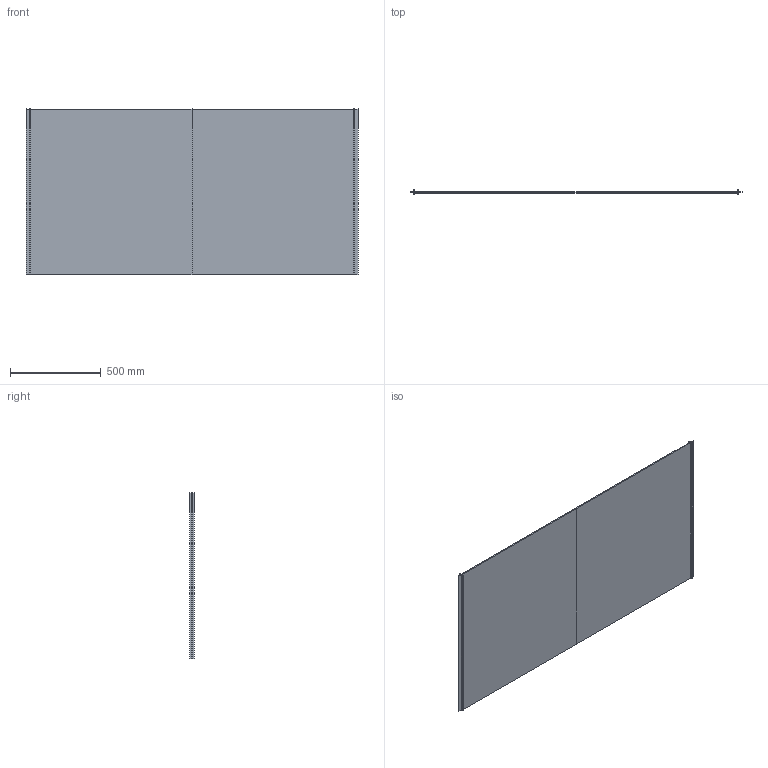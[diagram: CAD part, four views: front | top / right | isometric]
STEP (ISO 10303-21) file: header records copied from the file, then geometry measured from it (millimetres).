
FILE_DESCRIPTION(('FreeCAD Model'),'2;1');
FILE_NAME('./simulations/3/wall_span.stp','2018-06-25T09:07:17',( 'FreeCAD'),('FreeCAD'),'Open CASCADE STEP processor 6.8','FreeCAD', 'Unknown');
FILE_SCHEMA(('AUTOMOTIVE_DESIGN_CC2 { 1 2 10303 214 -1 1 5 4 }'));
Length unit declared in the file: millimetre
Products named in the file (3): Open CASCADE STEP translator 6.8 5; Open CASCADE STEP translator 6.8 5.1; Open CASCADE STEP translator 6.8 5.2
Assembly tree (2 placements, depth 2):
  Open CASCADE STEP translator 6.8 5
    Open CASCADE STEP translator 6.8 5.1
    Open CASCADE STEP translator 6.8 5.2
Bounding box: 1827 x 22.7 x 913.5 mm (x, y, z)
Volume: 10855754.6 mm3; surface area: 3444630.5 mm2
Topology: 2 solids, 2 shells, 28 faces, 72 edges, 48 vertices
Faces by surface type: plane 28
Entity records: 1816 total; most frequent: CARTESIAN_POINT 295, DIRECTION 278, LINE 216, VECTOR 216, ORIENTED_EDGE 144, PCURVE 144, DEFINITIONAL_REPRESENTATION 144, EDGE_CURVE 72
